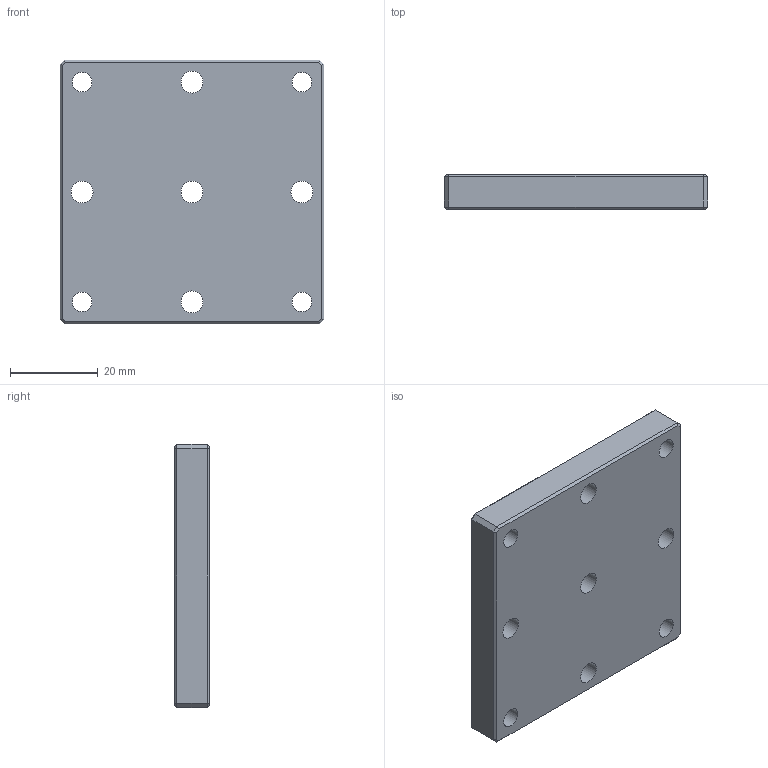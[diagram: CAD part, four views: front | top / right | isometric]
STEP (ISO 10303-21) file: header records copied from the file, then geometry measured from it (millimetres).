
FILE_DESCRIPTION (( 'STEP AP203' ), '1' );
FILE_NAME ('60-60-8-B-蛌諉啣.STEP', '2025-05-19T03:14:43', ( 'Windows User' ), ( 'P R C' ), 'SwSTEP 2.0', 'SolidWorks 2020', '' );
FILE_SCHEMA (( 'CONFIG_CONTROL_DESIGN' ));
Length unit declared in the file: millimetre
Products named in the file (1): 60-60-8-B-蛌諉啣
Bounding box: 60 x 8 x 60 mm (x, y, z)
Volume: 26760.9 mm3; surface area: 9857.8 mm2
Topology: 1 solids, 1 shells, 56 faces, 127 edges, 73 vertices
Faces by surface type: plane 34, cylinder 13, cone 9
Full cylindrical faces by diameter (mm): 4.5 x4, 5 x5, 8 x4
Entity records: 1515 total; most frequent: DIRECTION 256, CARTESIAN_POINT 231, ORIENTED_EDGE 206, EDGE_CURVE 103, EDGE_LOOP 96, AXIS2_PLACEMENT_3D 96, VERTEX_POINT 71, FACE_OUTER_BOUND 69
